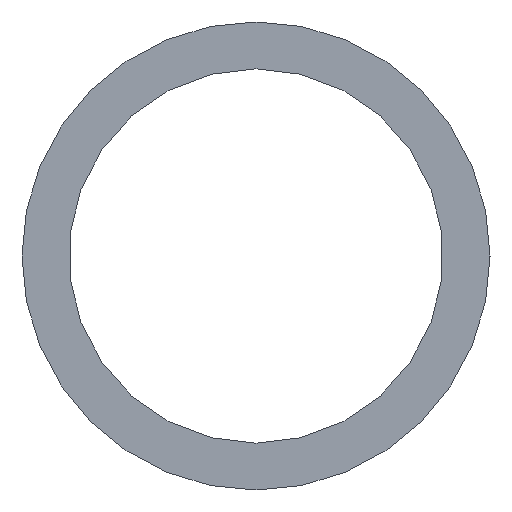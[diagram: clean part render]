
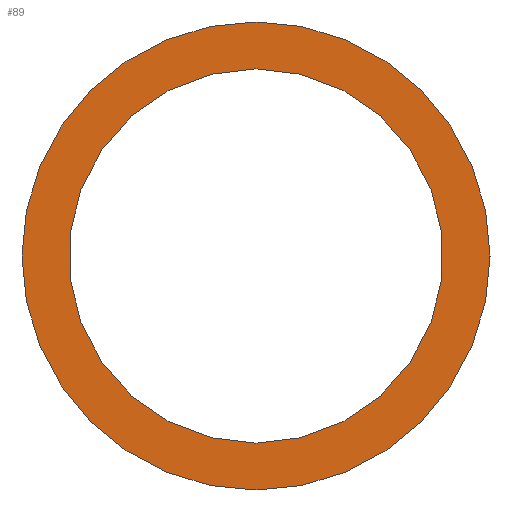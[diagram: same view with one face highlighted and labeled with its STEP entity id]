
A CAD part, left-side view. The second image highlights one B-rep face of the part: STEP entity #89.
In plain terms, the highlighted planar face has unit normal (-1, 0, 0).
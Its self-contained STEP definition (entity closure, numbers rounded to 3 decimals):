
#55 = EDGE_CURVE( '', #73, #71, #126, .T. );
#65 = EDGE_CURVE( '', #95, #87, #137, .T. );
#71 = VERTEX_POINT( '', #143 );
#73 = VERTEX_POINT( '', #145 );
#81 = EDGE_CURVE( '', #71, #73, #154, .T. );
#83 = EDGE_CURVE( '', #87, #95, #156, .T. );
#87 = VERTEX_POINT( '', #160 );
#89 = ADVANCED_FACE( '', ( #162, #163 ), #164, .F. );
#95 = VERTEX_POINT( '', #171 );
#126 = CIRCLE( '', #196, 8. );
#137 = CIRCLE( '', #212, 10. );
#143 = CARTESIAN_POINT( '', ( 0., 0., -8. ) );
#145 = CARTESIAN_POINT( '', ( 0., 0., 8. ) );
#154 = CIRCLE( '', #234, 8. );
#156 = CIRCLE( '', #237, 10. );
#160 = CARTESIAN_POINT( '', ( 0., 0., 10. ) );
#162 = FACE_OUTER_BOUND( '', #245, .T. );
#163 = FACE_BOUND( '', #246, .T. );
#164 = PLANE( '', #247 );
#171 = CARTESIAN_POINT( '', ( 0., 0., -10. ) );
#196 = AXIS2_PLACEMENT_3D( '', #277, #278, #279 );
#212 = AXIS2_PLACEMENT_3D( '', #290, #291, #292 );
#234 = AXIS2_PLACEMENT_3D( '', #308, #309, #310 );
#237 = AXIS2_PLACEMENT_3D( '', #311, #312, #313 );
#245 = EDGE_LOOP( '', ( #316, #317 ) );
#246 = EDGE_LOOP( '', ( #318, #319 ) );
#247 = AXIS2_PLACEMENT_3D( '', #320, #321, #322 );
#277 = CARTESIAN_POINT( '', ( 0., 0., 0. ) );
#278 = DIRECTION( '', ( 1., 0., 0. ) );
#279 = DIRECTION( '', ( 0., 0., -1. ) );
#290 = CARTESIAN_POINT( '', ( 0., 0., 0. ) );
#291 = DIRECTION( '', ( 1., 0., 0. ) );
#292 = DIRECTION( '', ( 0., 0., -1. ) );
#308 = CARTESIAN_POINT( '', ( 0., 0., 0. ) );
#309 = DIRECTION( '', ( 1., 0., 0. ) );
#310 = DIRECTION( '', ( 0., 0., -1. ) );
#311 = CARTESIAN_POINT( '', ( 0., 0., 0. ) );
#312 = DIRECTION( '', ( 1., 0., 0. ) );
#313 = DIRECTION( '', ( 0., 0., -1. ) );
#316 = ORIENTED_EDGE( '', *, *, #65, .F. );
#317 = ORIENTED_EDGE( '', *, *, #83, .F. );
#318 = ORIENTED_EDGE( '', *, *, #81, .T. );
#319 = ORIENTED_EDGE( '', *, *, #55, .T. );
#320 = CARTESIAN_POINT( '', ( 0., 0., 0. ) );
#321 = DIRECTION( '', ( 1., 0., 0. ) );
#322 = DIRECTION( '', ( 0., 0., -1. ) );
